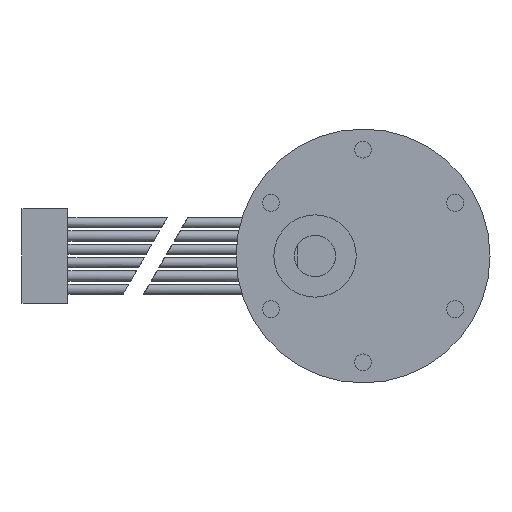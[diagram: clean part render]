
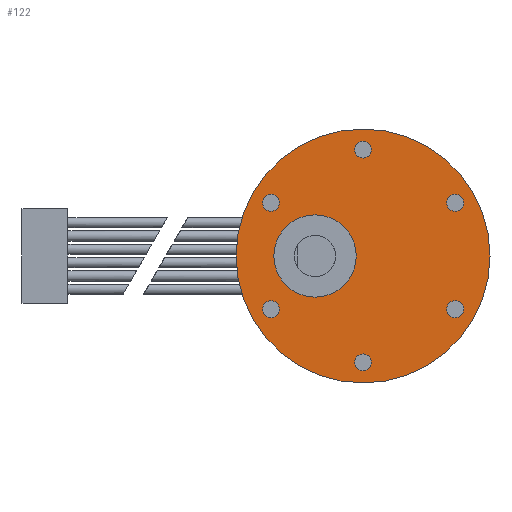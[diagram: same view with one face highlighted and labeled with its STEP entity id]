
A CAD part, front view. The second image highlights one B-rep face of the part: STEP entity #122.
In plain terms, the highlighted planar face has unit normal (0, -1, 0).
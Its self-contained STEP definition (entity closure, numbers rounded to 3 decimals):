
#122 = ADVANCED_FACE( '', ( #294, #295, #296, #297, #298, #299, #300, #301 ), #302, .F. );
#294 = FACE_BOUND( '', #543, .T. );
#295 = FACE_BOUND( '', #544, .T. );
#296 = FACE_BOUND( '', #545, .T. );
#297 = FACE_BOUND( '', #546, .T. );
#298 = FACE_BOUND( '', #547, .T. );
#299 = FACE_BOUND( '', #548, .T. );
#300 = FACE_BOUND( '', #549, .T. );
#301 = FACE_OUTER_BOUND( '', #550, .T. );
#302 = PLANE( '', #551 );
#543 = EDGE_LOOP( '', ( #830 ) );
#544 = EDGE_LOOP( '', ( #831 ) );
#545 = EDGE_LOOP( '', ( #832 ) );
#546 = EDGE_LOOP( '', ( #833 ) );
#547 = EDGE_LOOP( '', ( #834 ) );
#548 = EDGE_LOOP( '', ( #835 ) );
#549 = EDGE_LOOP( '', ( #836 ) );
#550 = EDGE_LOOP( '', ( #837 ) );
#551 = AXIS2_PLACEMENT_3D( '', #838, #839, #840 );
#830 = ORIENTED_EDGE( '', *, *, #1155, .F. );
#831 = ORIENTED_EDGE( '', *, *, #1188, .T. );
#832 = ORIENTED_EDGE( '', *, *, #1189, .T. );
#833 = ORIENTED_EDGE( '', *, *, #1190, .T. );
#834 = ORIENTED_EDGE( '', *, *, #1191, .T. );
#835 = ORIENTED_EDGE( '', *, *, #1192, .T. );
#836 = ORIENTED_EDGE( '', *, *, #1193, .T. );
#837 = ORIENTED_EDGE( '', *, *, #1194, .F. );
#838 = CARTESIAN_POINT( '', ( 0., 0., -18.5 ) );
#839 = DIRECTION( '', ( 0., 1., 0. ) );
#840 = DIRECTION( '', ( 0., 0., 1. ) );
#1155 = EDGE_CURVE( '', #1309, #1309, #1310, .F. );
#1188 = EDGE_CURVE( '', #1364, #1364, #1365, .T. );
#1189 = EDGE_CURVE( '', #1366, #1366, #1367, .T. );
#1190 = EDGE_CURVE( '', #1368, #1368, #1369, .T. );
#1191 = EDGE_CURVE( '', #1370, #1370, #1371, .T. );
#1192 = EDGE_CURVE( '', #1372, #1372, #1373, .T. );
#1193 = EDGE_CURVE( '', #1374, #1374, #1375, .T. );
#1194 = EDGE_CURVE( '', #1376, #1376, #1377, .T. );
#1309 = VERTEX_POINT( '', #1525 );
#1310 = CIRCLE( '', #1526, 6. );
#1364 = VERTEX_POINT( '', #1591 );
#1365 = CIRCLE( '', #1592, 1.23 );
#1366 = VERTEX_POINT( '', #1593 );
#1367 = CIRCLE( '', #1594, 1.23 );
#1368 = VERTEX_POINT( '', #1595 );
#1369 = CIRCLE( '', #1596, 1.23 );
#1370 = VERTEX_POINT( '', #1597 );
#1371 = CIRCLE( '', #1598, 1.23 );
#1372 = VERTEX_POINT( '', #1599 );
#1373 = CIRCLE( '', #1600, 1.23 );
#1374 = VERTEX_POINT( '', #1601 );
#1375 = CIRCLE( '', #1602, 1.23 );
#1376 = VERTEX_POINT( '', #1603 );
#1377 = CIRCLE( '', #1604, 18.5 );
#1525 = CARTESIAN_POINT( '', ( -7., 0., 6. ) );
#1526 = AXIS2_PLACEMENT_3D( '', #1742, #1743, #1744 );
#1591 = CARTESIAN_POINT( '', ( 0., 0., 16.73 ) );
#1592 = AXIS2_PLACEMENT_3D( '', #1795, #1796, #1797 );
#1593 = CARTESIAN_POINT( '', ( 0., 0., -14.271 ) );
#1594 = AXIS2_PLACEMENT_3D( '', #1798, #1799, #1800 );
#1595 = CARTESIAN_POINT( '', ( 13.423, 0., -6.521 ) );
#1596 = AXIS2_PLACEMENT_3D( '', #1801, #1802, #1803 );
#1597 = CARTESIAN_POINT( '', ( -13.423, 0., 8.98 ) );
#1598 = AXIS2_PLACEMENT_3D( '', #1804, #1805, #1806 );
#1599 = CARTESIAN_POINT( '', ( -13.423, 0., -6.521 ) );
#1600 = AXIS2_PLACEMENT_3D( '', #1807, #1808, #1809 );
#1601 = CARTESIAN_POINT( '', ( 13.423, 0., 8.98 ) );
#1602 = AXIS2_PLACEMENT_3D( '', #1810, #1811, #1812 );
#1603 = CARTESIAN_POINT( '', ( 0., 0., 18.5 ) );
#1604 = AXIS2_PLACEMENT_3D( '', #1813, #1814, #1815 );
#1742 = CARTESIAN_POINT( '', ( -7., 0., 0. ) );
#1743 = DIRECTION( '', ( 0., 1., 0. ) );
#1744 = DIRECTION( '', ( 0., 0., 1. ) );
#1795 = CARTESIAN_POINT( '', ( 0., 0., 15.5 ) );
#1796 = DIRECTION( '', ( 0., 1., 0. ) );
#1797 = DIRECTION( '', ( 0., 0., 1. ) );
#1798 = CARTESIAN_POINT( '', ( 0., 0., -15.5 ) );
#1799 = DIRECTION( '', ( 0., 1., 0. ) );
#1800 = DIRECTION( '', ( 0., 0., 1. ) );
#1801 = CARTESIAN_POINT( '', ( 13.423, 0., -7.75 ) );
#1802 = DIRECTION( '', ( 0., 1., 0. ) );
#1803 = DIRECTION( '', ( 0., 0., 1. ) );
#1804 = CARTESIAN_POINT( '', ( -13.423, 0., 7.75 ) );
#1805 = DIRECTION( '', ( 0., 1., 0. ) );
#1806 = DIRECTION( '', ( 0., 0., 1. ) );
#1807 = CARTESIAN_POINT( '', ( -13.423, 0., -7.75 ) );
#1808 = DIRECTION( '', ( 0., 1., 0. ) );
#1809 = DIRECTION( '', ( 0., 0., 1. ) );
#1810 = CARTESIAN_POINT( '', ( 13.423, 0., 7.75 ) );
#1811 = DIRECTION( '', ( 0., 1., 0. ) );
#1812 = DIRECTION( '', ( 0., 0., 1. ) );
#1813 = CARTESIAN_POINT( '', ( 0., 0., 0. ) );
#1814 = DIRECTION( '', ( 0., 1., 0. ) );
#1815 = DIRECTION( '', ( 0., 0., 1. ) );
